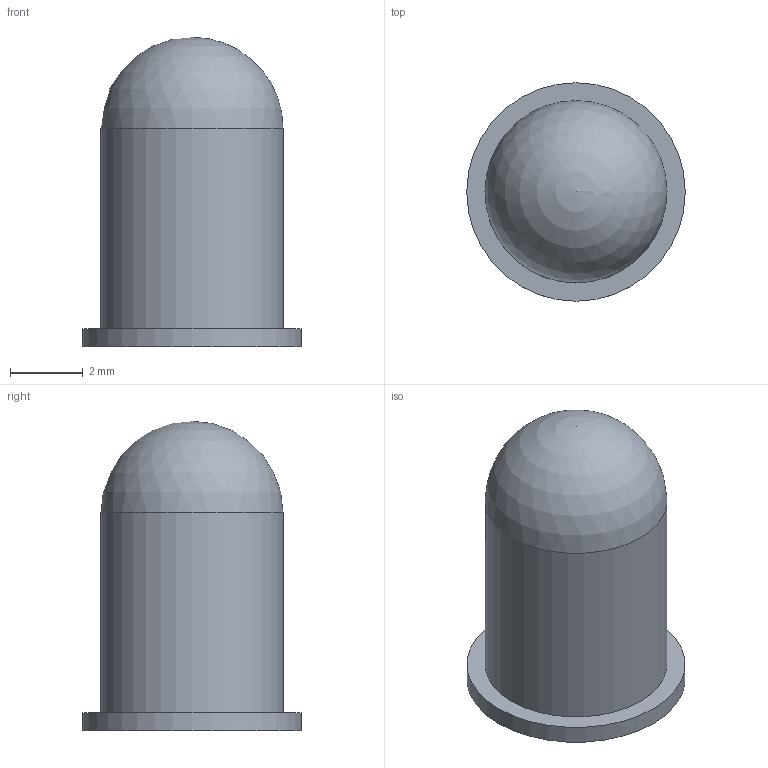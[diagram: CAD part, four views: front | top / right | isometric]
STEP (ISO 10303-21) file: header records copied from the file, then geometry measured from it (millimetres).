
FILE_DESCRIPTION(('FreeCAD Model'),'2;1');
FILE_NAME( 'led-5mm.step', '2015-04-04T12:20:56',('FreeCAD'),('FreeCAD'), 'Open CASCADE STEP processor 6.7','FreeCAD','Unknown');
FILE_SCHEMA(('AUTOMOTIVE_DESIGN_CC2 { 1 2 10303 214 -1 1 5 4 }'));
Length unit declared in the file: millimetre
Products named in the file (1): led-5mm
Bounding box: 6 x 6 x 8.5 mm (x, y, z)
Volume: 154.9 mm3; surface area: 172 mm2
Topology: 1 solids, 1 shells, 6 faces, 9 edges, 6 vertices
Faces by surface type: plane 3, cylinder 2, sphere 1
Full cylindrical faces by diameter (mm): 5 x1, 6 x1
Entity records: 292 total; most frequent: DIRECTION 44, CARTESIAN_POINT 37, ORIENTED_EDGE 16, PCURVE 16, DEFINITIONAL_REPRESENTATION 16, AXIS2_PLACEMENT_3D 13, LINE 13, VECTOR 13
